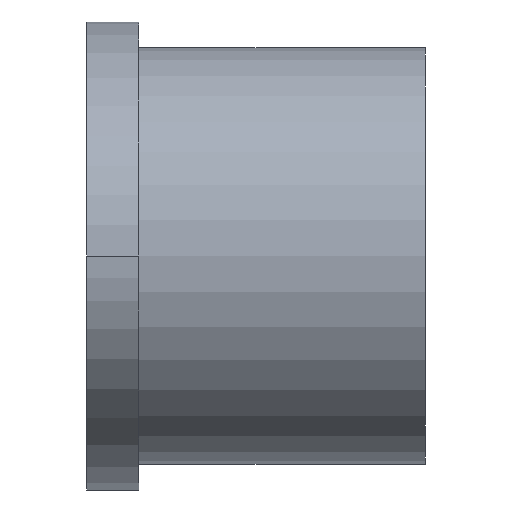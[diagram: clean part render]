
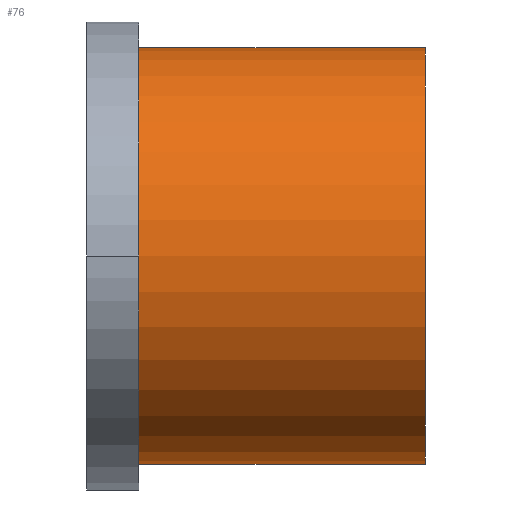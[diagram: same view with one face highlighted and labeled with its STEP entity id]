
A CAD part, left-side view. The second image highlights one B-rep face of the part: STEP entity #76.
In plain terms, the highlighted cylindrical face has radius 4 mm (diameter 8 mm), a partial arc.
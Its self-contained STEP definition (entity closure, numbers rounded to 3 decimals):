
#10 = CIRCLE ( 'NONE', #175, 4. ) ;
#24 = DIRECTION ( 'NONE',  ( 0., 1., 0. ) ) ;
#34 = LINE ( 'NONE', #245, #64 ) ;
#40 = CARTESIAN_POINT ( 'NONE',  ( 0., 0., 4. ) ) ;
#45 = VERTEX_POINT ( 'NONE', #139 ) ;
#50 = DIRECTION ( 'NONE',  ( 1., 0., 0. ) ) ;
#51 = CARTESIAN_POINT ( 'NONE',  ( 0., 0., 0. ) ) ;
#55 = ORIENTED_EDGE ( 'NONE', *, *, #235, .F. ) ;
#62 = CARTESIAN_POINT ( 'NONE',  ( 0., -5.5, 0. ) ) ;
#64 = VECTOR ( 'NONE', #269, 1000. ) ;
#76 = ADVANCED_FACE ( 'NONE', ( #202 ), #92, .T. ) ;
#81 = AXIS2_PLACEMENT_3D ( 'NONE', #51, #230, #50 ) ;
#90 = DIRECTION ( 'NONE',  ( 0., 1., 0. ) ) ;
#92 = CYLINDRICAL_SURFACE ( 'NONE', #162, 4. ) ;
#130 = DIRECTION ( 'NONE',  ( 1., 0., 0. ) ) ;
#139 = CARTESIAN_POINT ( 'NONE',  ( 0., -5.5, -4. ) ) ;
#145 = CIRCLE ( 'NONE', #81, 4. ) ;
#151 = ORIENTED_EDGE ( 'NONE', *, *, #298, .T. ) ;
#153 = CARTESIAN_POINT ( 'NONE',  ( 0., -5.5, 0. ) ) ;
#162 = AXIS2_PLACEMENT_3D ( 'NONE', #62, #90, #264 ) ;
#167 = ORIENTED_EDGE ( 'NONE', *, *, #314, .F. ) ;
#175 = AXIS2_PLACEMENT_3D ( 'NONE', #153, #24, #130 ) ;
#184 = CARTESIAN_POINT ( 'NONE',  ( 0., -5.5, 4. ) ) ;
#202 = FACE_OUTER_BOUND ( 'NONE', #218, .T. ) ;
#215 = VERTEX_POINT ( 'NONE', #40 ) ;
#218 = EDGE_LOOP ( 'NONE', ( #55, #151, #273, #167 ) ) ;
#225 = DIRECTION ( 'NONE',  ( 0., 1., 0. ) ) ;
#230 = DIRECTION ( 'NONE',  ( 0., 1., 0. ) ) ;
#235 = EDGE_CURVE ( 'NONE', #45, #301, #254, .T. ) ;
#245 = CARTESIAN_POINT ( 'NONE',  ( 0., -5.5, 4. ) ) ;
#246 = VERTEX_POINT ( 'NONE', #184 ) ;
#254 = LINE ( 'NONE', #275, #295 ) ;
#260 = EDGE_CURVE ( 'NONE', #246, #215, #34, .T. ) ;
#264 = DIRECTION ( 'NONE',  ( 0., 0., 1. ) ) ;
#269 = DIRECTION ( 'NONE',  ( 0., 1., 0. ) ) ;
#273 = ORIENTED_EDGE ( 'NONE', *, *, #260, .T. ) ;
#275 = CARTESIAN_POINT ( 'NONE',  ( 0., -5.5, -4. ) ) ;
#295 = VECTOR ( 'NONE', #225, 1000. ) ;
#298 = EDGE_CURVE ( 'NONE', #45, #246, #10, .T. ) ;
#301 = VERTEX_POINT ( 'NONE', #332 ) ;
#314 = EDGE_CURVE ( 'NONE', #301, #215, #145, .T. ) ;
#332 = CARTESIAN_POINT ( 'NONE',  ( 0., 0., -4. ) ) ;
